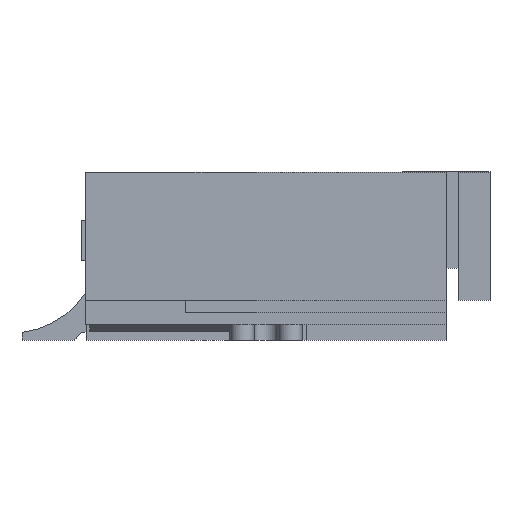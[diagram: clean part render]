
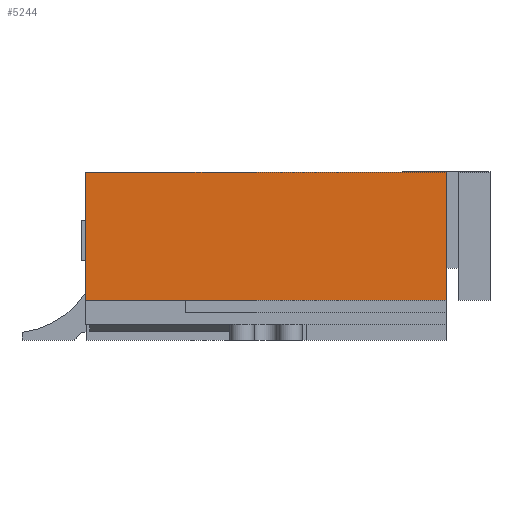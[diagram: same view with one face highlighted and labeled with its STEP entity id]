
A CAD part, left-side view. The second image highlights one B-rep face of the part: STEP entity #5244.
In plain terms, the highlighted planar face has unit normal (-1, 0, 0).
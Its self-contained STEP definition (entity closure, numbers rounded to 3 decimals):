
#5244=ADVANCED_FACE('',(#9212),#9214,.F.);
#9212=FACE_BOUND('',#9213,.T.);
#9213=EDGE_LOOP('',(#12495,#12496,#12497,#12498));
#9214=PLANE('',#9215);
#9215=AXIS2_PLACEMENT_3D('',#9216,#9217,#9218);
#9216=CARTESIAN_POINT('',(-2.4,0.,0.));
#9217=DIRECTION('',(1.,0.,0.));
#9218=DIRECTION('',(0.,1.,0.));
#12495=ORIENTED_EDGE('',*,*,#14137,.F.);
#12496=ORIENTED_EDGE('',*,*,#14134,.F.);
#12497=ORIENTED_EDGE('',*,*,#14131,.F.);
#12498=ORIENTED_EDGE('',*,*,#14127,.F.);
#14127=EDGE_CURVE('',#16816,#16817,#16818,.T.);
#14131=EDGE_CURVE('',#16817,#16824,#16825,.T.);
#14134=EDGE_CURVE('',#16824,#16829,#16830,.T.);
#14137=EDGE_CURVE('',#16829,#16816,#16834,.T.);
#16816=VERTEX_POINT('',#22881);
#16817=VERTEX_POINT('',#22882);
#16818=LINE('',#22883,#22884);
#16824=VERTEX_POINT('',#22897);
#16825=LINE('',#22898,#22899);
#16829=VERTEX_POINT('',#22908);
#16830=LINE('',#22909,#22910);
#16834=LINE('',#22919,#22920);
#22881=CARTESIAN_POINT('',(-2.4,-5.25,0.5));
#22882=CARTESIAN_POINT('',(-2.4,-0.75,0.5));
#22883=CARTESIAN_POINT('',(-2.4,-5.25,0.5));
#22884=VECTOR('',#22885,1.);
#22885=DIRECTION('',(0.,1.,0.));
#22897=CARTESIAN_POINT('',(-2.4,-0.75,2.1));
#22898=CARTESIAN_POINT('',(-2.4,-0.75,0.5));
#22899=VECTOR('',#22900,1.);
#22900=DIRECTION('',(0.,0.,1.));
#22908=CARTESIAN_POINT('',(-2.4,-5.25,2.1));
#22909=CARTESIAN_POINT('',(-2.4,-0.75,2.1));
#22910=VECTOR('',#22911,1.);
#22911=DIRECTION('',(0.,-1.,0.));
#22919=CARTESIAN_POINT('',(-2.4,-5.25,2.1));
#22920=VECTOR('',#22921,1.);
#22921=DIRECTION('',(0.,0.,-1.));
